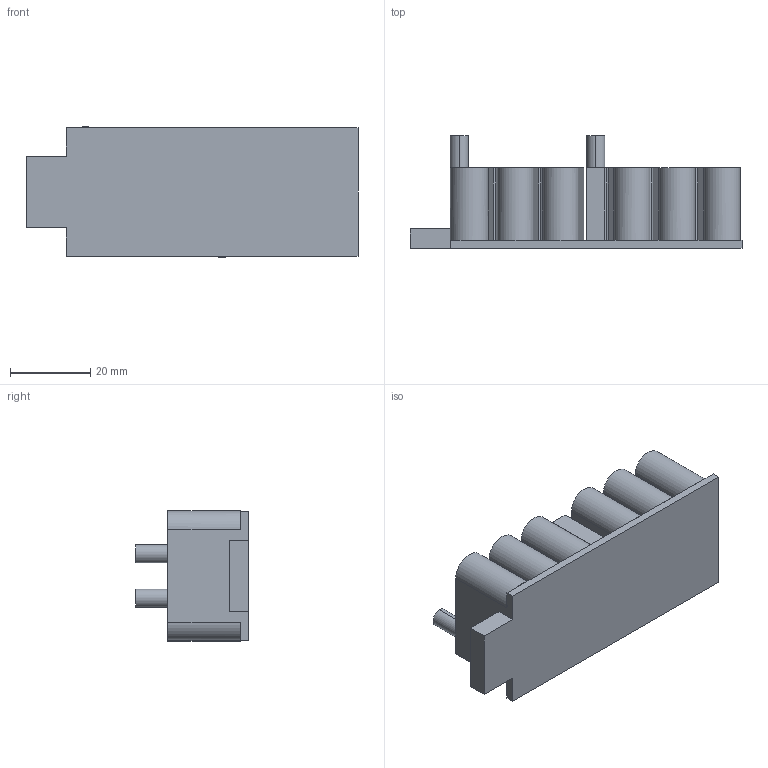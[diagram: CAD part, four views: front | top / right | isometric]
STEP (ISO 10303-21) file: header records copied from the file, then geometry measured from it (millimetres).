
FILE_DESCRIPTION (( 'STEP AP214' ), '1' );
FILE_NAME ('Finger_new_version.STEP', '2025-01-24T14:53:05', ( '' ), ( '' ), 'SwSTEP 2.0', 'SolidWorks 2024', '' );
FILE_SCHEMA (( 'AUTOMOTIVE_DESIGN' ));
Length unit declared in the file: millimetre
Products named in the file (1): Finger_new_version
Bounding box: 82.5 x 28 x 32.51 mm (x, y, z)
Volume: 26347.9 mm3; surface area: 30607.4 mm2
Topology: 1 solids, 1 shells, 167 faces, 477 edges, 314 vertices
Faces by surface type: plane 93, cylinder 74
Entity records: 5516 total; most frequent: CARTESIAN_POINT 998, DIRECTION 965, ORIENTED_EDGE 954, EDGE_CURVE 477, AXIS2_PLACEMENT_3D 333, VERTEX_POINT 314, LINE 299, VECTOR 299
